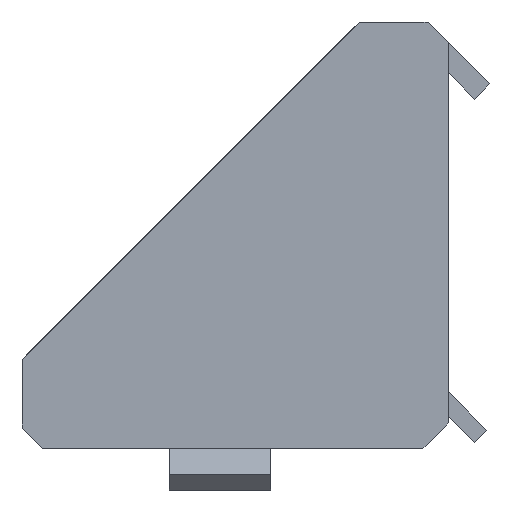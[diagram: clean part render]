
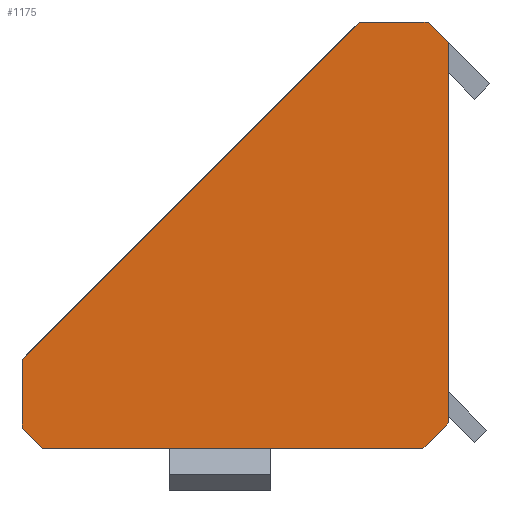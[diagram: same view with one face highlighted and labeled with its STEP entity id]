
A CAD part, left-side view. The second image highlights one B-rep face of the part: STEP entity #1175.
In plain terms, the highlighted planar face has unit normal (-1, 0, 0).
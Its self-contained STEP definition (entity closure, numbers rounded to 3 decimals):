
#10 = VECTOR ( 'NONE', #813, 1000. ) ;
#17 = CARTESIAN_POINT ( 'NONE',  ( -21.25, -21., -18.5 ) ) ;
#26 = DIRECTION ( 'NONE',  ( 0., -0.707, -0.707 ) ) ;
#50 = VECTOR ( 'NONE', #26, 1000. ) ;
#54 = DIRECTION ( 'NONE',  ( 0., 0., -1. ) ) ;
#65 = EDGE_CURVE ( 'NONE', #1301, #1223, #492, .T. ) ;
#76 = EDGE_CURVE ( 'NONE', #119, #1668, #1901, .T. ) ;
#110 = CARTESIAN_POINT ( 'NONE',  ( -21.25, 21., -19. ) ) ;
#119 = VERTEX_POINT ( 'NONE', #1080 ) ;
#134 = CARTESIAN_POINT ( 'NONE',  ( -21.25, 0., 0. ) ) ;
#157 = LINE ( 'NONE', #1805, #10 ) ;
#159 = ORIENTED_EDGE ( 'NONE', *, *, #734, .T. ) ;
#191 = CARTESIAN_POINT ( 'NONE',  ( -21.25, 19., -21. ) ) ;
#217 = CARTESIAN_POINT ( 'NONE',  ( -21.25, 21., -19. ) ) ;
#231 = CARTESIAN_POINT ( 'NONE',  ( -21.25, -21., -18.5 ) ) ;
#261 = VECTOR ( 'NONE', #1243, 1000. ) ;
#264 = FACE_OUTER_BOUND ( 'NONE', #711, .T. ) ;
#272 = ORIENTED_EDGE ( 'NONE', *, *, #1786, .T. ) ;
#330 = CARTESIAN_POINT ( 'NONE',  ( -21.25, -12.207, 21. ) ) ;
#354 = EDGE_CURVE ( 'NONE', #1904, #1301, #1702, .T. ) ;
#388 = CARTESIAN_POINT ( 'NONE',  ( -21.25, -15.604, 24.396 ) ) ;
#395 = EDGE_CURVE ( '������26', #1395, #1904, #553, .T. ) ;
#479 = VECTOR ( 'NONE', #2014, 1000. ) ;
#492 = LINE ( 'NONE', #191, #50 ) ;
#553 = LINE ( 'NONE', #1511, #479 ) ;
#577 = DIRECTION ( 'NONE',  ( 0., -0.707, 0.707 ) ) ;
#603 = ORIENTED_EDGE ( 'NONE', *, *, #76, .T. ) ;
#651 = VECTOR ( 'NONE', #54, 1000. ) ;
#674 = ORIENTED_EDGE ( 'NONE', *, *, #65, .T. ) ;
#711 = EDGE_LOOP ( 'NONE', ( #990, #1441, #674, #2118, #159, #272, #603, #1115 ) ) ;
#734 = EDGE_CURVE ( 'NONE', #1094, #1074, #1207, .T. ) ;
#757 = VECTOR ( 'NONE', #577, 1000. ) ;
#813 = DIRECTION ( 'NONE',  ( 0., 0., 1. ) ) ;
#958 = CARTESIAN_POINT ( 'NONE',  ( -21.25, 19., -21. ) ) ;
#963 = VECTOR ( 'NONE', #1771, 1000. ) ;
#990 = ORIENTED_EDGE ( 'NONE', *, *, #395, .T. ) ;
#992 = LINE ( 'NONE', #1151, #1640 ) ;
#1004 = DIRECTION ( 'NONE',  ( 0., -1., 0. ) ) ;
#1030 = AXIS2_PLACEMENT_3D ( 'NONE', #134, #1239, #1117 ) ;
#1074 = VERTEX_POINT ( 'NONE', #231 ) ;
#1080 = CARTESIAN_POINT ( 'NONE',  ( -21.25, -21., 19. ) ) ;
#1094 = VERTEX_POINT ( 'NONE', #1552 ) ;
#1115 = ORIENTED_EDGE ( 'NONE', *, *, #1201, .T. ) ;
#1117 = DIRECTION ( 'NONE',  ( 0., 0., -1. ) ) ;
#1151 = CARTESIAN_POINT ( 'NONE',  ( -21.25, -21., -21. ) ) ;
#1175 = ADVANCED_FACE ( '�����7', ( #264 ), #1939, .F. ) ;
#1201 = EDGE_CURVE ( '������1', #1668, #1395, #2105, .T. ) ;
#1207 = LINE ( 'NONE', #17, #757 ) ;
#1223 = VERTEX_POINT ( 'NONE', #958 ) ;
#1239 = DIRECTION ( 'NONE',  ( 1., 0., 0. ) ) ;
#1243 = DIRECTION ( 'NONE',  ( 0., 0.707, 0.707 ) ) ;
#1284 = CARTESIAN_POINT ( 'NONE',  ( -21.25, -19., 21. ) ) ;
#1301 = VERTEX_POINT ( 'NONE', #110 ) ;
#1312 = EDGE_CURVE ( 'NONE', #1223, #1094, #992, .T. ) ;
#1395 = VERTEX_POINT ( 'NONE', #330 ) ;
#1441 = ORIENTED_EDGE ( 'NONE', *, *, #354, .T. ) ;
#1511 = CARTESIAN_POINT ( 'NONE',  ( -21.25, 24.396, -15.604 ) ) ;
#1552 = CARTESIAN_POINT ( 'NONE',  ( -21.25, -18.5, -21. ) ) ;
#1556 = CARTESIAN_POINT ( 'NONE',  ( -21.25, -19., 21. ) ) ;
#1640 = VECTOR ( 'NONE', #1004, 1000. ) ;
#1668 = VERTEX_POINT ( 'NONE', #1556 ) ;
#1702 = LINE ( 'NONE', #217, #651 ) ;
#1771 = DIRECTION ( 'NONE',  ( 0., 1., 0. ) ) ;
#1786 = EDGE_CURVE ( 'NONE', #1074, #119, #157, .T. ) ;
#1805 = CARTESIAN_POINT ( 'NONE',  ( -21.25, -21., 19. ) ) ;
#1868 = CARTESIAN_POINT ( 'NONE',  ( -21.25, 21., -12.207 ) ) ;
#1901 = LINE ( 'NONE', #388, #261 ) ;
#1904 = VERTEX_POINT ( 'NONE', #1868 ) ;
#1939 = PLANE ( 'NONE',  #1030 ) ;
#2014 = DIRECTION ( 'NONE',  ( 0., 0.707, -0.707 ) ) ;
#2105 = LINE ( 'NONE', #1284, #963 ) ;
#2118 = ORIENTED_EDGE ( 'NONE', *, *, #1312, .T. ) ;
